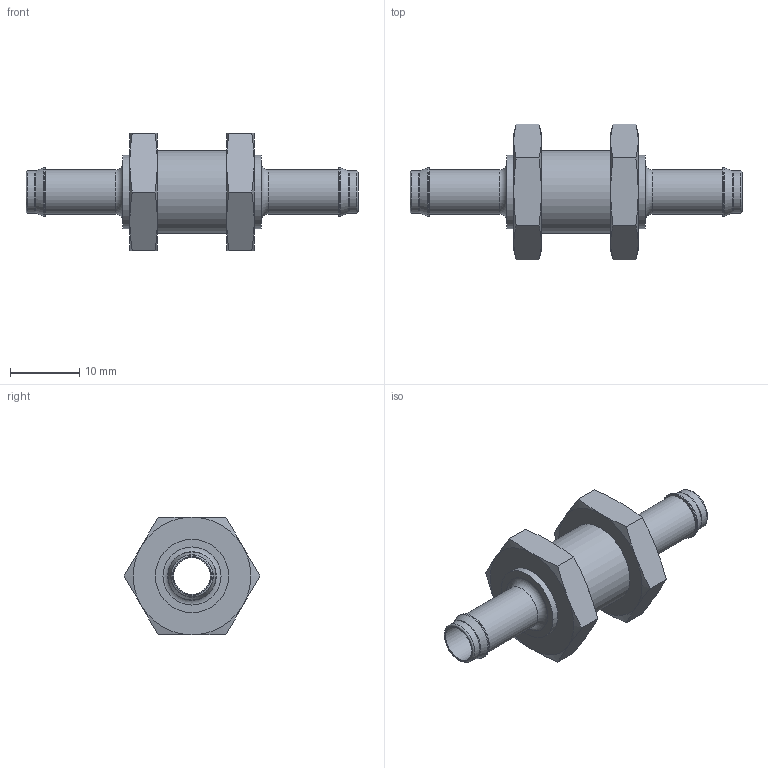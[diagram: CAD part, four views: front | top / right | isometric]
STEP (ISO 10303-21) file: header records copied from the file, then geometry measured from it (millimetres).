
FILE_DESCRIPTION(/* description */ ('STEP AP214'),/* implementation_level */ '2;1');
FILE_NAME(/* name */ '11974_SCN-PK-6',/* time_stamp */ '2024-09-12T06:24:04+02:00',/* author */ ('License CC BY-ND 4.0'),/* organization */ ('CADENAS'),/* preprocessor_version */ 'ST-DEVELOPER v19.3',/* originating_system */ 'PARTsolutions',/* authorisation */ ' ');
FILE_SCHEMA (('AUTOMOTIVE_DESIGN {1 0 10303 214 3 1 1}'));
Length unit declared in the file: millimetre
Products named in the file (1): 11974 SCN-PK-6
Bounding box: 48 x 19.63 x 17 mm (x, y, z)
Volume: 3148.4 mm3; surface area: 2971.1 mm2
Topology: 1 solids, 1 shells, 66 faces, 132 edges, 76 vertices
Faces by surface type: cone 26, plane 22, cylinder 10, torus 8
Full cylindrical faces by diameter (mm): 5.3 x1, 6.1 x2, 6.4 x2, 7 x2, 10.6 x2, 12 x1
Entity records: 1662 total; most frequent: CARTESIAN_POINT 399, DIRECTION 250, ORIENTED_EDGE 224, AXIS2_PLACEMENT_3D 119, EDGE_CURVE 112, EDGE_LOOP 96, FACE_BOUND 96, VERTEX_POINT 76
